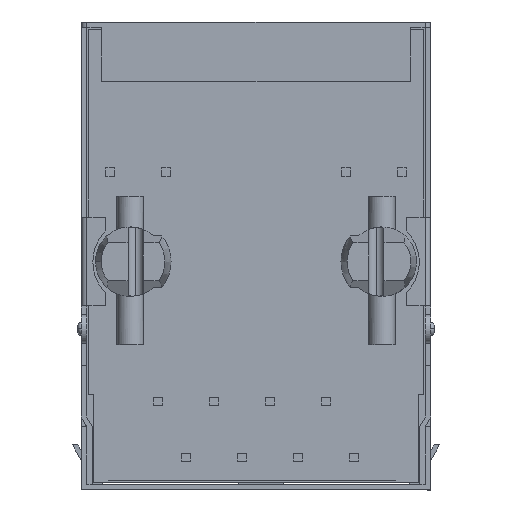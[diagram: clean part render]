
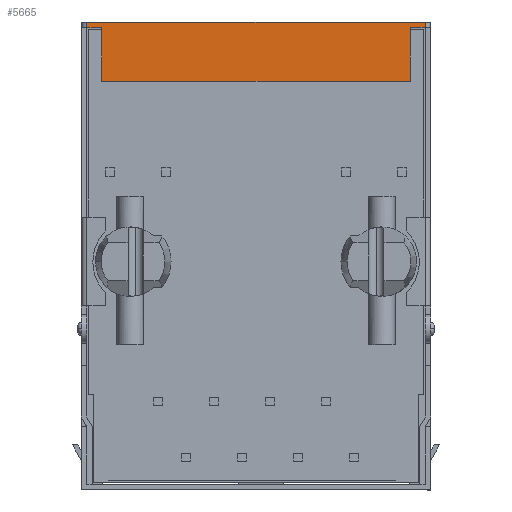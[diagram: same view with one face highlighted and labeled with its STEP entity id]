
A CAD part, front view. The second image highlights one B-rep face of the part: STEP entity #5665.
In plain terms, the highlighted planar face has unit normal (0, -1, 0).
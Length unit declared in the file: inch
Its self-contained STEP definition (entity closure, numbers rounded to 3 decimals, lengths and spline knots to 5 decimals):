
#150 = VERTEX_POINT ( 'NONE', #813 ) ;
#157 = VECTOR ( 'NONE', #2435, 39.37008 ) ;
#307 = DIRECTION ( 'NONE',  ( 0., 1., 0. ) ) ;
#433 = CARTESIAN_POINT ( 'NONE',  ( 0.29225, -0.16523, 0.81378 ) ) ;
#627 = DIRECTION ( 'NONE',  ( 0., 0., -1. ) ) ;
#813 = CARTESIAN_POINT ( 'NONE',  ( -0.28669, -0.16523, 0.71732 ) ) ;
#878 = EDGE_CURVE ( 'NONE', #9693, #14426, #7714, .T. ) ;
#1021 = ORIENTED_EDGE ( 'NONE', *, *, #2432, .F. ) ;
#1073 = CARTESIAN_POINT ( 'NONE',  ( 0.26567, -0.16523, 0.81378 ) ) ;
#1377 = ORIENTED_EDGE ( 'NONE', *, *, #9889, .F. ) ;
#1769 = PLANE ( 'NONE',  #15097 ) ;
#2239 = CARTESIAN_POINT ( 'NONE',  ( -0.00992, -0.16523, 0.81378 ) ) ;
#2406 = DIRECTION ( 'NONE',  ( 0., 0., -1. ) ) ;
#2432 = EDGE_CURVE ( 'NONE', #13538, #7605, #12223, .T. ) ;
#2435 = DIRECTION ( 'NONE',  ( 1., 0., 0. ) ) ;
#3234 = EDGE_CURVE ( 'NONE', #12590, #9693, #7469, .T. ) ;
#4479 = EDGE_CURVE ( 'NONE', #14979, #12659, #12863, .T. ) ;
#5112 = ORIENTED_EDGE ( 'NONE', *, *, #14631, .F. ) ;
#5350 = CARTESIAN_POINT ( 'NONE',  ( -0.00992, -0.16523, 0.71732 ) ) ;
#5665 = ADVANCED_FACE ( 'NONE', ( #8125 ), #1769, .F. ) ;
#5850 = VECTOR ( 'NONE', #14632, 39.37008 ) ;
#6267 = VECTOR ( 'NONE', #13021, 39.37008 ) ;
#6278 = CARTESIAN_POINT ( 'NONE',  ( -0.28669, -0.16523, 0.81378 ) ) ;
#6372 = CARTESIAN_POINT ( 'NONE',  ( -0.00992, -0.16523, 0.82362 ) ) ;
#6524 = LINE ( 'NONE', #13266, #6267 ) ;
#6672 = VECTOR ( 'NONE', #14749, 39.37008 ) ;
#6835 = DIRECTION ( 'NONE',  ( 1., 0., 0. ) ) ;
#7012 = CARTESIAN_POINT ( 'NONE',  ( -0.31327, -0.16523, 0.81378 ) ) ;
#7318 = LINE ( 'NONE', #8350, #11396 ) ;
#7469 = LINE ( 'NONE', #2239, #11340 ) ;
#7605 = VERTEX_POINT ( 'NONE', #7012 ) ;
#7714 = LINE ( 'NONE', #15427, #12348 ) ;
#8006 = LINE ( 'NONE', #5350, #6672 ) ;
#8054 = CARTESIAN_POINT ( 'NONE',  ( -0.0111, -0.16523, 0.81378 ) ) ;
#8125 = FACE_OUTER_BOUND ( 'NONE', #8848, .T. ) ;
#8350 = CARTESIAN_POINT ( 'NONE',  ( 0.29225, -0.16523, 0.81969 ) ) ;
#8577 = CARTESIAN_POINT ( 'NONE',  ( 0.29225, -0.16523, 0.82362 ) ) ;
#8848 = EDGE_LOOP ( 'NONE', ( #5112, #15132, #15426, #1021, #11736, #1377, #11141, #15026 ) ) ;
#9693 = VERTEX_POINT ( 'NONE', #1073 ) ;
#9889 = EDGE_CURVE ( 'NONE', #14426, #150, #8006, .T. ) ;
#10968 = CARTESIAN_POINT ( 'NONE',  ( -0.31327, -0.16523, 0.82362 ) ) ;
#11141 = ORIENTED_EDGE ( 'NONE', *, *, #878, .F. ) ;
#11340 = VECTOR ( 'NONE', #12672, 39.37008 ) ;
#11396 = VECTOR ( 'NONE', #627, 39.37008 ) ;
#11736 = ORIENTED_EDGE ( 'NONE', *, *, #16801, .F. ) ;
#11950 = VECTOR ( 'NONE', #12414, 39.37008 ) ;
#12115 = CARTESIAN_POINT ( 'NONE',  ( -0.00992, -0.16523, 0.81969 ) ) ;
#12223 = LINE ( 'NONE', #8054, #5850 ) ;
#12348 = VECTOR ( 'NONE', #2406, 39.37008 ) ;
#12414 = DIRECTION ( 'NONE',  ( 0., 0., 1. ) ) ;
#12590 = VERTEX_POINT ( 'NONE', #433 ) ;
#12659 = VERTEX_POINT ( 'NONE', #8577 ) ;
#12672 = DIRECTION ( 'NONE',  ( -1., 0., 0. ) ) ;
#12863 = LINE ( 'NONE', #6372, #157 ) ;
#13021 = DIRECTION ( 'NONE',  ( 0., 0., 1. ) ) ;
#13266 = CARTESIAN_POINT ( 'NONE',  ( -0.28669, -0.16523, 0.81969 ) ) ;
#13538 = VERTEX_POINT ( 'NONE', #6278 ) ;
#13705 = CARTESIAN_POINT ( 'NONE',  ( -0.31327, -0.16523, 0.81969 ) ) ;
#14027 = CARTESIAN_POINT ( 'NONE',  ( 0.26567, -0.16523, 0.71732 ) ) ;
#14426 = VERTEX_POINT ( 'NONE', #14027 ) ;
#14631 = EDGE_CURVE ( 'NONE', #12659, #12590, #7318, .T. ) ;
#14632 = DIRECTION ( 'NONE',  ( -1., 0., 0. ) ) ;
#14749 = DIRECTION ( 'NONE',  ( -1., 0., 0. ) ) ;
#14866 = EDGE_CURVE ( 'NONE', #7605, #14979, #16286, .T. ) ;
#14979 = VERTEX_POINT ( 'NONE', #10968 ) ;
#15026 = ORIENTED_EDGE ( 'NONE', *, *, #3234, .F. ) ;
#15097 = AXIS2_PLACEMENT_3D ( 'NONE', #12115, #307, #6835 ) ;
#15132 = ORIENTED_EDGE ( 'NONE', *, *, #4479, .F. ) ;
#15426 = ORIENTED_EDGE ( 'NONE', *, *, #14866, .F. ) ;
#15427 = CARTESIAN_POINT ( 'NONE',  ( 0.26567, -0.16523, 0.81969 ) ) ;
#16286 = LINE ( 'NONE', #13705, #11950 ) ;
#16801 = EDGE_CURVE ( 'NONE', #150, #13538, #6524, .T. ) ;
